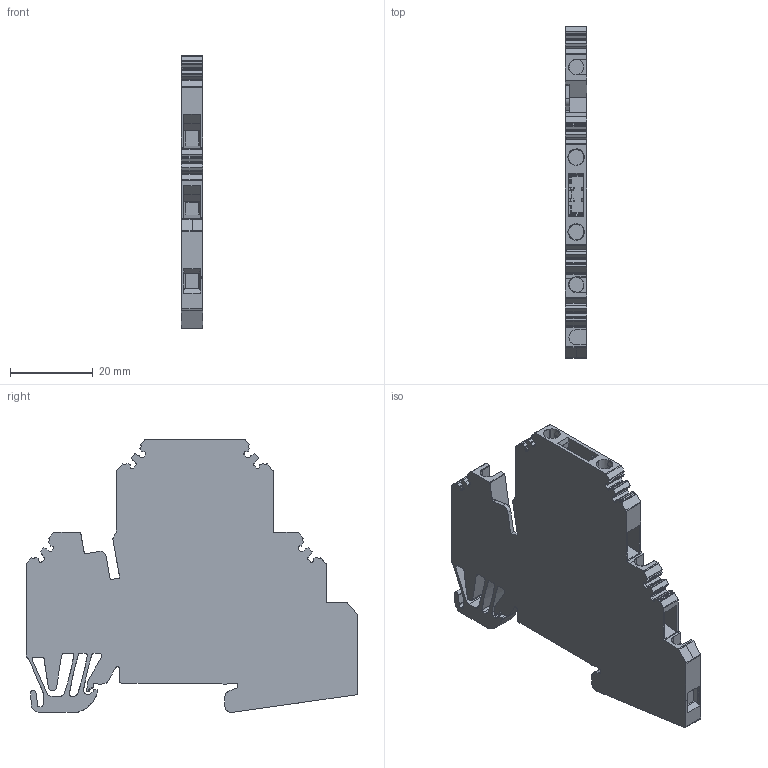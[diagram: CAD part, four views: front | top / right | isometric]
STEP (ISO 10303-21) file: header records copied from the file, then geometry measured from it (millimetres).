
FILE_DESCRIPTION(('CATIA V5 STEP Exchange','CAx-IF Rec.Pracs.--- Model Styling and Organization---1.5--- 2016-08-15','CAx-IF Rec.Pracs.---Supplemental Geometry---1.0---2011-11-01','CAx-IF Rec.Pracs.--- Composite Materials ---1.1---2010-07-15'),'2;1');
FILE_NAME ('D1456937_2', '2025-09-22T05:25:01+00:00', ('none'), ('Weidmueller'), 'CATIA Version 5-6 Release 2024 SP4', 'CATIA V5 STEP AP214 v3', 'none');
FILE_SCHEMA(('AUTOMOTIVE_DESIGN { 1 0 10303 214 1 1 1 1 }'));
Length unit declared in the file: millimetre
Products named in the file (1): 1833640000
Bounding box: 5.1 x 80.17 x 65.89 mm (x, y, z)
Volume: 16268.2 mm3; surface area: 11068.6 mm2
Topology: 3 solids, 7 shells, 842 faces, 2411 edges, 1598 vertices
Faces by surface type: plane 421, cylinder 274, extrusion 115, torus 16, bspline 8, cone 8
Entity records: 28835 total; most frequent: CARTESIAN_POINT 7977, ORIENTED_EDGE 4822, DIRECTION 3377, EDGE_CURVE 2411, VECTOR 1715, LINE 1600, VERTEX_POINT 1598, AXIS2_PLACEMENT_3D 1083
